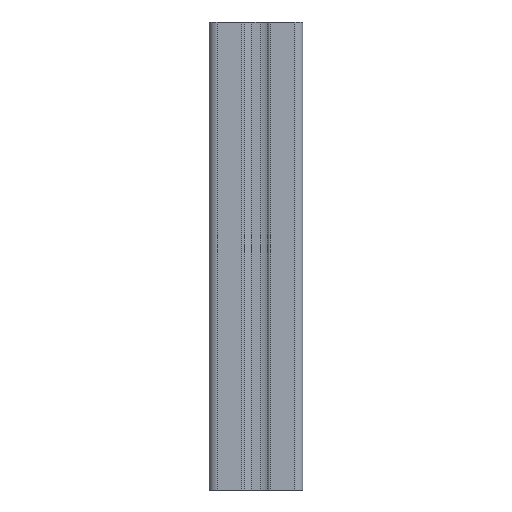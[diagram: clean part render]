
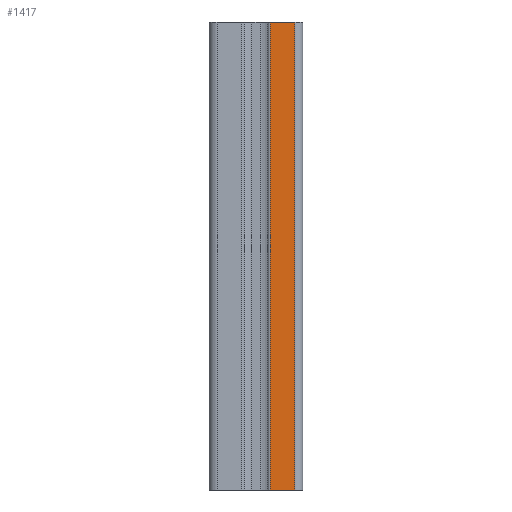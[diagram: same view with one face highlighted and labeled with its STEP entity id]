
A CAD part, front view. The second image highlights one B-rep face of the part: STEP entity #1417.
In plain terms, the highlighted planar face has unit normal (0, -1, 0).
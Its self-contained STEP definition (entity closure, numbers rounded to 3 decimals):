
#60=FACE_OUTER_BOUND('',#136,.T.);
#136=EDGE_LOOP('',(#1016,#1017,#1018,#1019));
#227=LINE('',#2179,#372);
#246=LINE('',#2255,#391);
#248=LINE('',#2261,#393);
#249=LINE('',#2262,#394);
#372=VECTOR('',#1714,10.);
#391=VECTOR('',#1773,1000.);
#393=VECTOR('',#1779,1000.);
#394=VECTOR('',#1780,1000.);
#609=VERTEX_POINT('',#2176);
#610=VERTEX_POINT('',#2178);
#647=VERTEX_POINT('',#2254);
#649=VERTEX_POINT('',#2260);
#755=EDGE_CURVE('',#610,#609,#227,.T.);
#793=EDGE_CURVE('',#647,#610,#246,.T.);
#796=EDGE_CURVE('',#649,#609,#248,.T.);
#797=EDGE_CURVE('',#647,#649,#249,.T.);
#1016=ORIENTED_EDGE('',*,*,#755,.T.);
#1017=ORIENTED_EDGE('',*,*,#796,.F.);
#1018=ORIENTED_EDGE('',*,*,#797,.F.);
#1019=ORIENTED_EDGE('',*,*,#793,.T.);
#1378=PLANE('',#1545);
#1417=ADVANCED_FACE('',(#60),#1378,.F.);
#1545=AXIS2_PLACEMENT_3D('',#2259,#1777,#1778);
#1714=DIRECTION('',(1.,0.,0.));
#1773=DIRECTION('',(0.,0.,-1.));
#1777=DIRECTION('center_axis',(0.,1.,0.));
#1778=DIRECTION('ref_axis',(-1.,0.,0.));
#1779=DIRECTION('',(0.,0.,-1.));
#1780=DIRECTION('',(1.,0.,0.));
#2176=CARTESIAN_POINT('',(8.25,-10.,204.8));
#2178=CARTESIAN_POINT('',(3.,-10.,204.8));
#2179=CARTESIAN_POINT('',(6.5,-10.,204.8));
#2254=CARTESIAN_POINT('',(3.,-10.,304.8));
#2255=CARTESIAN_POINT('',(3.,-10.,304.8));
#2259=CARTESIAN_POINT('Origin',(3.,-10.,304.8));
#2260=CARTESIAN_POINT('',(8.25,-10.,304.8));
#2261=CARTESIAN_POINT('',(8.25,-10.,304.8));
#2262=CARTESIAN_POINT('',(3.,-10.,304.8));
